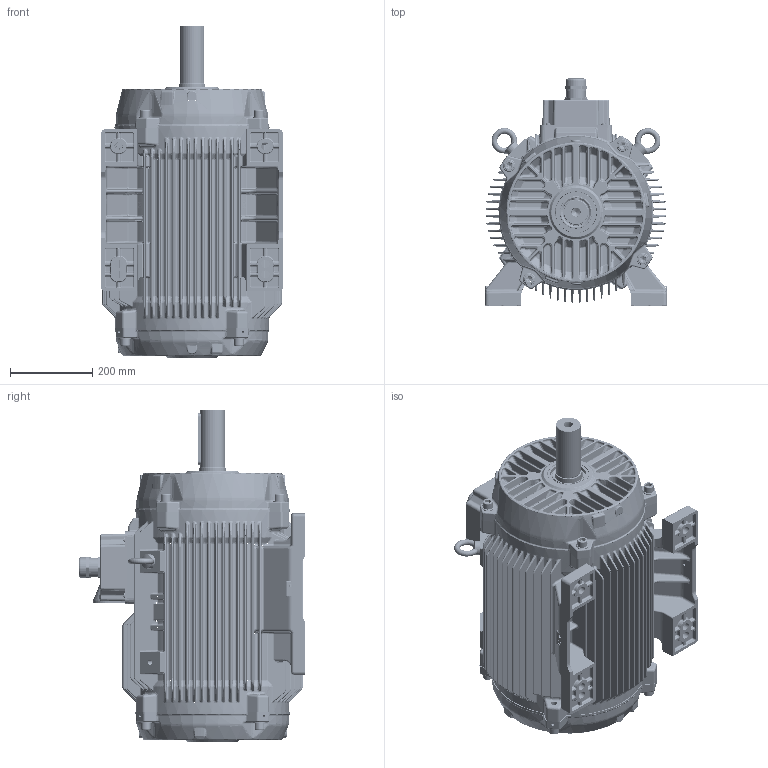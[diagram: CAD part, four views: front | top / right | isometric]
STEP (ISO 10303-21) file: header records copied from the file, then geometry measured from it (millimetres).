
FILE_DESCRIPTION(/* description */ (''),/* implementation_level */ '2;1');
FILE_NAME(/* name */ '652197501.stp',/* time_stamp */ '2023-01-24T11:53:06+03:00',/* author */ (''),/* organization */ (''),/* preprocessor_version */ 'ST-DEVELOPER v16',/* originating_system */ 'SIEMENS PLM Software NX 11.0',/* authorisation */ '');
FILE_SCHEMA (('AUTOMOTIVE_DESIGN { 1 0 10303 214 3 1 1 1 }'));
Products named in the file (1): 260381480CFDz4kp
Bounding box: 443 x 550 x 805 mm (x, y, z)
Surface area: 3055525.9 mm2 (no closed solid volume)
Topology: 0 solids, 64 shells, 7184 faces, 18265 edges, 10294 vertices
Faces by surface type: bspline 2831, cylinder 1625, plane 934, torus 708, sphere 567, cone 519
Full cylindrical faces by diameter (mm): 6.8 x6, 12 x4, 14 x10, 21 x1, 23.67 x4, 24 x4, 30 x8, 32 x1, 35 x2, 45.339 x1, 46.838 x1, 49.505 x2, 59.4 x1, 60 x2, 65 x1, 76.667 x2, 82 x1, 88.333 x1, 100 x2, 372 x1
Entity records: 258078 total; most frequent: CARTESIAN_POINT 107565, ORIENTED_EDGE 32710, DIRECTION 28928, EDGE_CURVE 17536, AXIS2_PLACEMENT_3D 12525, VERTEX_POINT 10262, EDGE_LOOP 7485, ADVANCED_FACE 7184
